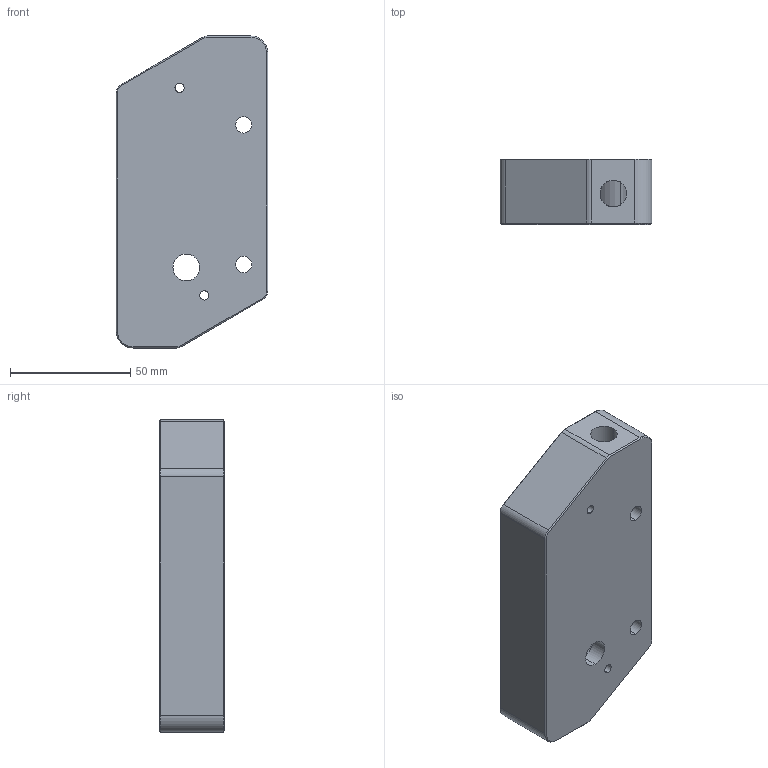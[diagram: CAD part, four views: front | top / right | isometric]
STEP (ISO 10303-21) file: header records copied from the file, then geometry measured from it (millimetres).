
FILE_DESCRIPTION (( 'STEP AP203' ), '1' );
FILE_NAME ('001_Base_Rev01.STEP', '2017-08-14T08:53:04', ( '' ), ( '' ), 'SwSTEP 2.0', 'SolidWorks 2017', '' );
FILE_SCHEMA (( 'CONFIG_CONTROL_DESIGN' ));
Length unit declared in the file: millimetre
Products named in the file (1): 001_Base_Rev01
Bounding box: 63 x 27 x 129.76 mm (x, y, z)
Volume: 97245.3 mm3; surface area: 37354.5 mm2
Topology: 1 solids, 1 shells, 220 faces, 550 edges, 333 vertices
Faces by surface type: plane 90, cylinder 72, cone 58
Entity records: 6656 total; most frequent: DIRECTION 1193, CARTESIAN_POINT 1172, ORIENTED_EDGE 1100, EDGE_CURVE 550, AXIS2_PLACEMENT_3D 426, VECTOR 341, LINE 341, VERTEX_POINT 333
